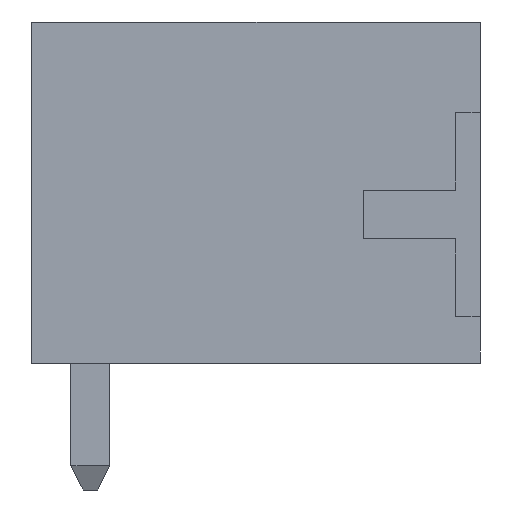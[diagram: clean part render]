
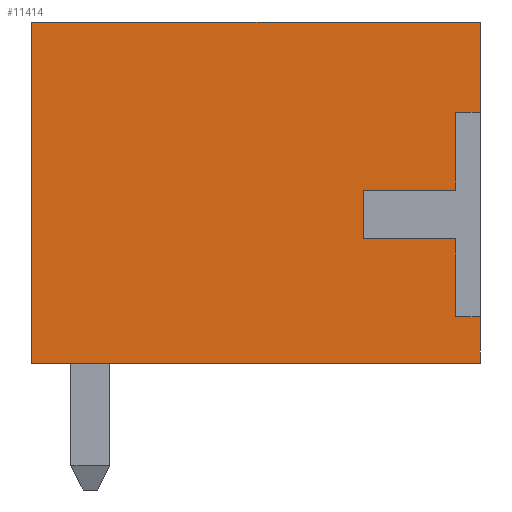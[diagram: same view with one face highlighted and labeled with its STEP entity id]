
A CAD part, left-side view. The second image highlights one B-rep face of the part: STEP entity #11414.
In plain terms, the highlighted planar face has unit normal (-1, 0, 0).
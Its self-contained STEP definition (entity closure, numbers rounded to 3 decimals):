
#288=ORIENTED_EDGE('',*,*,#3655,.F.);
#289=ORIENTED_EDGE('',*,*,#3656,.F.);
#290=ORIENTED_EDGE('',*,*,#3657,.F.);
#291=ORIENTED_EDGE('',*,*,#3658,.F.);
#292=ORIENTED_EDGE('',*,*,#3659,.F.);
#293=ORIENTED_EDGE('',*,*,#3660,.F.);
#294=ORIENTED_EDGE('',*,*,#3661,.F.);
#295=ORIENTED_EDGE('',*,*,#3662,.T.);
#296=ORIENTED_EDGE('',*,*,#3663,.F.);
#297=ORIENTED_EDGE('',*,*,#3664,.F.);
#298=ORIENTED_EDGE('',*,*,#3665,.T.);
#299=ORIENTED_EDGE('',*,*,#3666,.T.);
#3655=EDGE_CURVE('',#5338,#5339,#6459,.T.);
#3656=EDGE_CURVE('',#5340,#5338,#6460,.T.);
#3657=EDGE_CURVE('',#5341,#5340,#6461,.T.);
#3658=EDGE_CURVE('',#5342,#5341,#6462,.T.);
#3659=EDGE_CURVE('',#5343,#5342,#6463,.T.);
#3660=EDGE_CURVE('',#5344,#5343,#6464,.T.);
#3661=EDGE_CURVE('',#5345,#5344,#6465,.T.);
#3662=EDGE_CURVE('',#5345,#5346,#6466,.T.);
#3663=EDGE_CURVE('',#5347,#5346,#6467,.T.);
#3664=EDGE_CURVE('',#5348,#5347,#6468,.T.);
#3665=EDGE_CURVE('',#5348,#5349,#6469,.T.);
#3666=EDGE_CURVE('',#5349,#5339,#6470,.T.);
#5338=VERTEX_POINT('',#15836);
#5339=VERTEX_POINT('',#15837);
#5340=VERTEX_POINT('',#15839);
#5341=VERTEX_POINT('',#15841);
#5342=VERTEX_POINT('',#15843);
#5343=VERTEX_POINT('',#15845);
#5344=VERTEX_POINT('',#15847);
#5345=VERTEX_POINT('',#15849);
#5346=VERTEX_POINT('',#15851);
#5347=VERTEX_POINT('',#15853);
#5348=VERTEX_POINT('',#15855);
#5349=VERTEX_POINT('',#15857);
#6459=LINE('',#15835,#8015);
#6460=LINE('',#15838,#8016);
#6461=LINE('',#15840,#8017);
#6462=LINE('',#15842,#8018);
#6463=LINE('',#15844,#8019);
#6464=LINE('',#15846,#8020);
#6465=LINE('',#15848,#8021);
#6466=LINE('',#15850,#8022);
#6467=LINE('',#15852,#8023);
#6468=LINE('',#15854,#8024);
#6469=LINE('',#15856,#8025);
#6470=LINE('',#15858,#8026);
#8015=VECTOR('',#12801,1000.);
#8016=VECTOR('',#12802,1000.);
#8017=VECTOR('',#12803,1000.);
#8018=VECTOR('',#12804,1000.);
#8019=VECTOR('',#12805,1000.);
#8020=VECTOR('',#12806,1000.);
#8021=VECTOR('',#12807,1000.);
#8022=VECTOR('',#12808,1000.);
#8023=VECTOR('',#12809,1000.);
#8024=VECTOR('',#12810,1000.);
#8025=VECTOR('',#12811,1000.);
#8026=VECTOR('',#12812,1000.);
#9556=EDGE_LOOP('',(#288,#289,#290,#291,#292,#293,#294,#295,#296,#297,#298,
#299));
#10216=FACE_BOUND('',#9556,.T.);
#10876=PLANE('',#12031);
#11414=ADVANCED_FACE('',(#10216),#10876,.F.);
#12031=AXIS2_PLACEMENT_3D('',#15834,#12799,#12800);
#12799=DIRECTION('',(1.,0.,0.));
#12800=DIRECTION('',(0.,0.,-1.));
#12801=DIRECTION('',(0.,-1.,0.));
#12802=DIRECTION('',(0.,0.,-1.));
#12803=DIRECTION('',(0.,-1.,0.));
#12804=DIRECTION('',(0.,0.,-1.));
#12805=DIRECTION('',(0.,1.,0.));
#12806=DIRECTION('',(0.,0.,-1.));
#12807=DIRECTION('',(0.,1.,0.));
#12808=DIRECTION('',(0.,0.,1.));
#12809=DIRECTION('',(0.,-1.,0.));
#12810=DIRECTION('',(0.,0.,1.));
#12811=DIRECTION('',(0.,-1.,0.));
#12812=DIRECTION('',(0.,0.,1.));
#15834=CARTESIAN_POINT('',(-19.445,9.2,-3.5));
#15835=CARTESIAN_POINT('',(-19.445,0.5,-2.55));
#15836=CARTESIAN_POINT('',(-19.445,0.5,-2.55));
#15837=CARTESIAN_POINT('',(-19.445,0.,-2.55));
#15838=CARTESIAN_POINT('',(-19.445,0.5,-0.95));
#15839=CARTESIAN_POINT('',(-19.445,0.5,-0.95));
#15840=CARTESIAN_POINT('',(-19.445,2.4,-0.95));
#15841=CARTESIAN_POINT('',(-19.445,2.4,-0.95));
#15842=CARTESIAN_POINT('',(-19.445,2.4,0.05));
#15843=CARTESIAN_POINT('',(-19.445,2.4,0.05));
#15844=CARTESIAN_POINT('',(-19.445,0.5,0.05));
#15845=CARTESIAN_POINT('',(-19.445,0.5,0.05));
#15846=CARTESIAN_POINT('',(-19.445,0.5,1.65));
#15847=CARTESIAN_POINT('',(-19.445,0.5,1.65));
#15848=CARTESIAN_POINT('',(-19.445,0.,1.65));
#15849=CARTESIAN_POINT('',(-19.445,0.,1.65));
#15850=CARTESIAN_POINT('',(-19.445,0.,-3.5));
#15851=CARTESIAN_POINT('',(-19.445,0.,3.5));
#15852=CARTESIAN_POINT('',(-19.445,9.2,3.5));
#15853=CARTESIAN_POINT('',(-19.445,9.2,3.5));
#15854=CARTESIAN_POINT('',(-19.445,9.2,-3.5));
#15855=CARTESIAN_POINT('',(-19.445,9.2,-3.5));
#15856=CARTESIAN_POINT('',(-19.445,9.2,-3.5));
#15857=CARTESIAN_POINT('',(-19.445,0.,-3.5));
#15858=CARTESIAN_POINT('',(-19.445,0.,-3.5));
